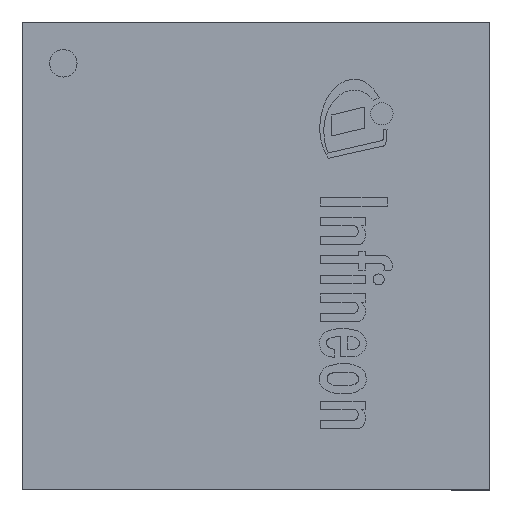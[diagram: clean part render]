
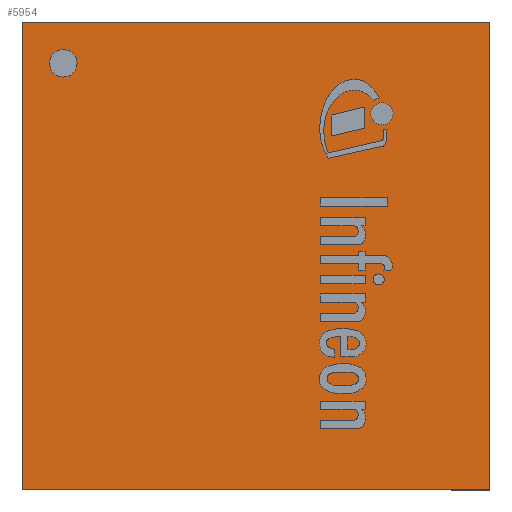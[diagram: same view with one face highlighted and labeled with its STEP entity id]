
A CAD part, top view. The second image highlights one B-rep face of the part: STEP entity #5954.
In plain terms, the highlighted planar face has unit normal (0, 0, 1).
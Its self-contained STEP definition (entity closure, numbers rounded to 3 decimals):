
#365=FACE_BOUND('',#2039,.T.);
#373=CIRCLE('',#6976,0.5);
#1318=FACE_OUTER_BOUND('',#2038,.T.);
#2038=EDGE_LOOP('',(#4415,#4416,#4417,#4418));
#2039=EDGE_LOOP('',(#4419));
#2772=LINE('',#10300,#3026);
#2775=LINE('',#10306,#3029);
#2778=LINE('',#10312,#3032);
#2781=LINE('',#10316,#3035);
#3026=VECTOR('',#8030,1.);
#3029=VECTOR('',#8035,1.);
#3032=VECTOR('',#8040,1.);
#3035=VECTOR('',#8045,1.);
#3270=VERTEX_POINT('',#10288);
#3274=VERTEX_POINT('',#10297);
#3275=VERTEX_POINT('',#10299);
#3277=VERTEX_POINT('',#10305);
#3279=VERTEX_POINT('',#10311);
#3774=EDGE_CURVE('',#3270,#3270,#373,.T.);
#3778=EDGE_CURVE('',#3275,#3274,#2772,.T.);
#3781=EDGE_CURVE('',#3277,#3275,#2775,.T.);
#3784=EDGE_CURVE('',#3279,#3277,#2778,.T.);
#3787=EDGE_CURVE('',#3274,#3279,#2781,.T.);
#4415=ORIENTED_EDGE('',*,*,#3787,.T.);
#4416=ORIENTED_EDGE('',*,*,#3784,.T.);
#4417=ORIENTED_EDGE('',*,*,#3781,.T.);
#4418=ORIENTED_EDGE('',*,*,#3778,.T.);
#4419=ORIENTED_EDGE('',*,*,#3774,.T.);
#5550=PLANE('',#6984);
#5954=ADVANCED_FACE('',(#1318,#365),#5550,.T.);
#6976=AXIS2_PLACEMENT_3D('',#10289,#8020,#8021);
#6984=AXIS2_PLACEMENT_3D('',#10318,#8048,#8049);
#8020=DIRECTION('center_axis',(0.,0.,-1.));
#8021=DIRECTION('ref_axis',(0.,1.,0.));
#8030=DIRECTION('',(1.,0.,0.));
#8035=DIRECTION('',(0.,-1.,0.));
#8040=DIRECTION('',(-1.,0.,0.));
#8045=DIRECTION('',(0.,1.,0.));
#8048=DIRECTION('center_axis',(0.,0.,1.));
#8049=DIRECTION('ref_axis',(0.,-1.,0.));
#10288=CARTESIAN_POINT('',(-7.,6.5,1.52));
#10289=CARTESIAN_POINT('Origin',(-7.,7.,1.52));
#10297=CARTESIAN_POINT('',(8.5,-8.5,1.52));
#10299=CARTESIAN_POINT('',(-8.5,-8.5,1.52));
#10300=CARTESIAN_POINT('',(8.5,-8.5,1.52));
#10305=CARTESIAN_POINT('',(-8.5,8.5,1.52));
#10306=CARTESIAN_POINT('',(-8.5,-8.5,1.52));
#10311=CARTESIAN_POINT('',(8.5,8.5,1.52));
#10312=CARTESIAN_POINT('',(-8.5,8.5,1.52));
#10316=CARTESIAN_POINT('',(8.5,8.5,1.52));
#10318=CARTESIAN_POINT('Origin',(0.,0.,
1.52));
